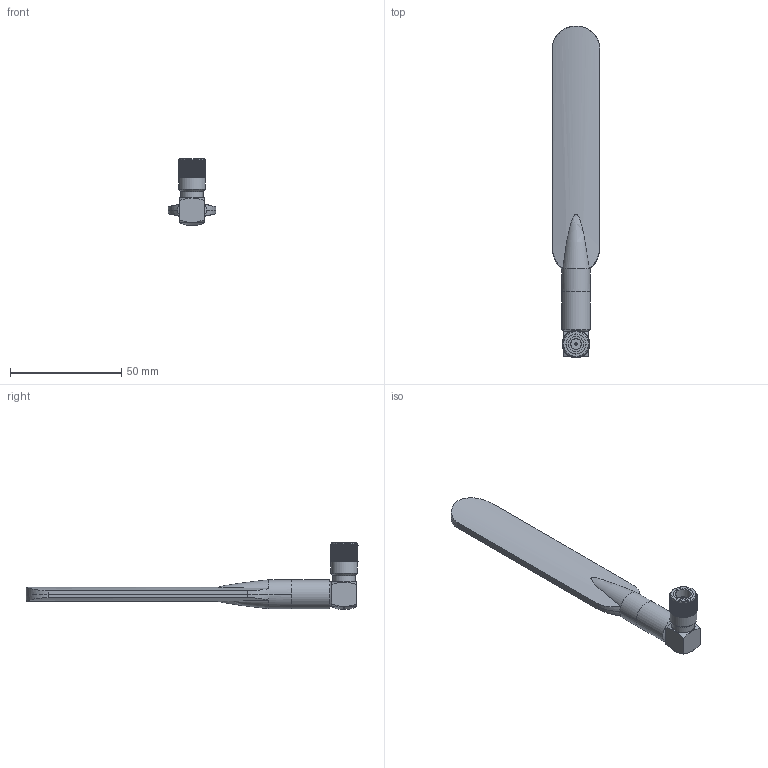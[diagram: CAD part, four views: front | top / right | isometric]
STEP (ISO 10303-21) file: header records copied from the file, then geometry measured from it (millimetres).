
FILE_DESCRIPTION (( 'STEP AP214' ), '1' );
FILE_NAME ('6GK57954MA000AA3_001_STEP.STEP', '2015-01-08T14:00:57', ( '' ), ( '' ), 'SwSTEP 2.0', 'SolidWorks 2014', '' );
FILE_SCHEMA (( 'AUTOMOTIVE_DESIGN' ));
Length unit declared in the file: millimetre
Products named in the file (2): Body; 6GK57954MA000AA3_001_STEP
Assembly tree (1 placements, depth 2):
  6GK57954MA000AA3_001_STEP
    Body
Bounding box: 21.5 x 149.05 x 30.02 mm (x, y, z)
Volume: 19040.7 mm3; surface area: 8337.8 mm2
Topology: 1 solids, 1 shells, 358 faces, 778 edges, 432 vertices
Faces by surface type: plane 145, cone 124, cylinder 77, torus 8, bspline 4
Full cylindrical faces by diameter (mm): 1 x1, 1.239 x1, 4.761 x1, 5 x1, 7 x1, 10 x2, 10.996 x1, 11.7 x1, 12 x1, 13 x1
Entity records: 14322 total; most frequent: CARTESIAN_POINT 3051, ORIENTED_EDGE 1514, DIRECTION 1488, EDGE_CURVE 757, AXIS2_PLACEMENT_3D 643, VERTEX_POINT 428, EDGE_LOOP 385, FACE_OUTER_BOUND 371
